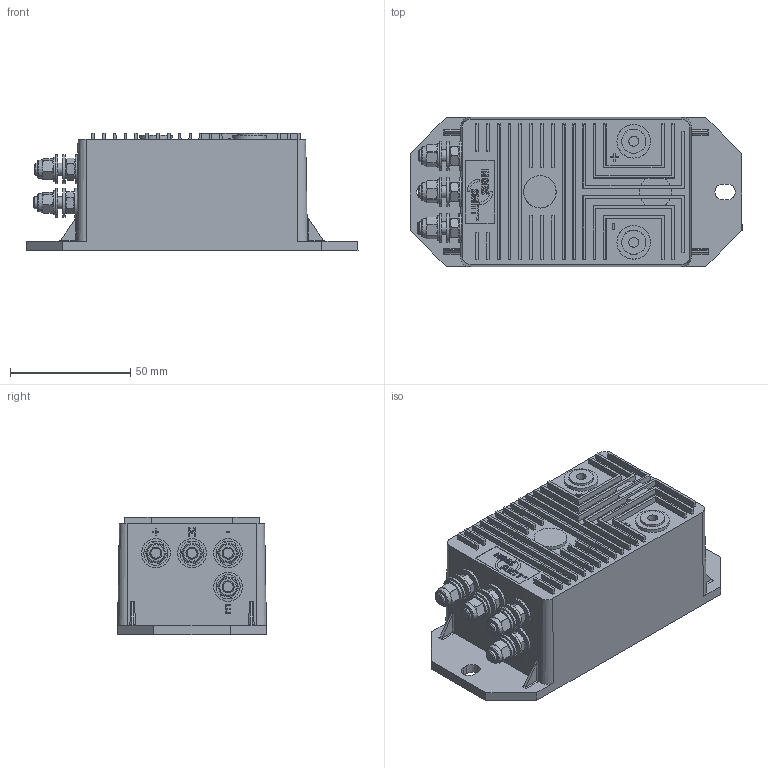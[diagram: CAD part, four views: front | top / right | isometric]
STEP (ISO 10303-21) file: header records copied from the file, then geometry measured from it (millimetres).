
FILE_DESCRIPTION((''),'2;1');
FILE_NAME('MSV100.stp','2012-02-17T13:36:34',('lm'),(''),'Autodesk Inventor 2012','Autodesk Inventor 2012','');
FILE_SCHEMA(('AUTOMOTIVE_DESIGN { 1 0 10303 214 1 1 1 1 }'));
Length unit declared in the file: millimetre
Products named in the file (1): MSV100-1000-0199_Enveloppe_1
Bounding box: 138 x 62 x 49.01 mm (x, y, z)
Surface area: 44152.6 mm2 (no closed solid volume)
Topology: 0 solids, 55 shells, 424 faces, 1489 edges, 1143 vertices
Faces by surface type: plane 302, cone 62, cylinder 56, torus 4
Full cylindrical faces by diameter (mm): 4.134 x2, 5 x4, 10 x6, 12 x12
Entity records: 16406 total; most frequent: CARTESIAN_POINT 3632, DIRECTION 2304, ORIENTED_EDGE 2268, EDGE_CURVE 1425, VERTEX_POINT 1126, VECTOR 882, LINE 882, AXIS2_PLACEMENT_3D 711
